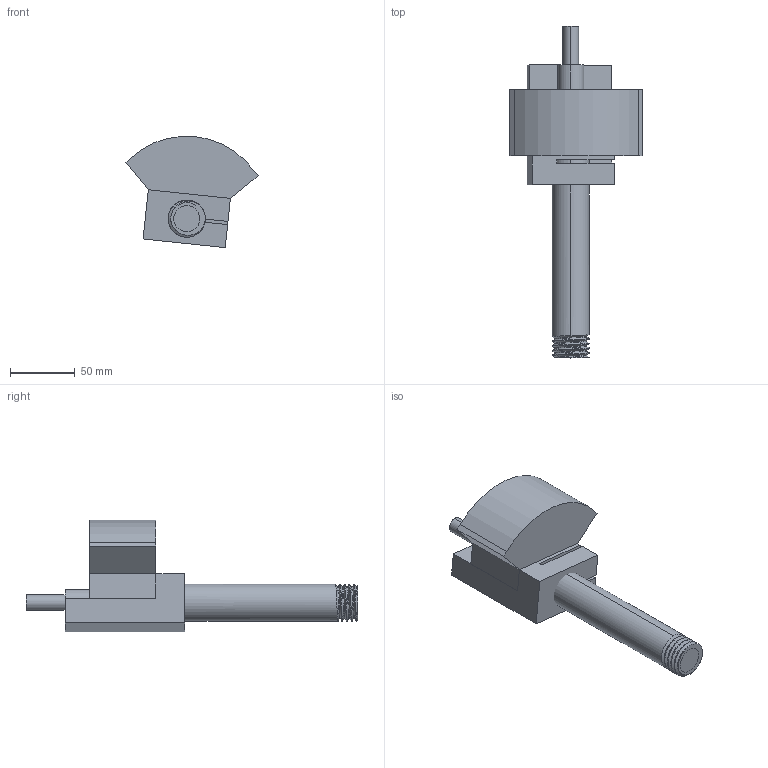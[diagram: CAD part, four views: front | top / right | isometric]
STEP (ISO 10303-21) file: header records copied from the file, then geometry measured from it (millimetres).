
FILE_DESCRIPTION (( 'STEP AP203' ), '1' );
FILE_NAME ('rev_03.1.STEP', '2017-08-07T20:08:36', ( '' ), ( '' ), 'SwSTEP 2.0', 'SolidWorks 2016', '' );
FILE_SCHEMA (( 'CONFIG_CONTROL_DESIGN' ));
Length unit declared in the file: inch
Products named in the file (5): barrel 2; screw standin; rev_03.1; mount bracket; hopper
Assembly tree (4 placements, depth 2):
  rev_03.1
    barrel 2
    mount bracket
    screw standin
    hopper
Bounding box: 101.71 x 255.43 x 85.63 mm (x, y, z)
Volume: 345479.8 mm3; surface area: 94121.8 mm2
Topology: 4 solids, 4 shells, 68 faces, 172 edges, 114 vertices
Faces by surface type: plane 35, cylinder 29, bspline 3, cone 1
Entity records: 3828 total; most frequent: CARTESIAN_POINT 1698, ORIENTED_EDGE 344, DIRECTION 330, EDGE_CURVE 172, AXIS2_PLACEMENT_3D 116, VERTEX_POINT 114, VECTOR 98, LINE 98
